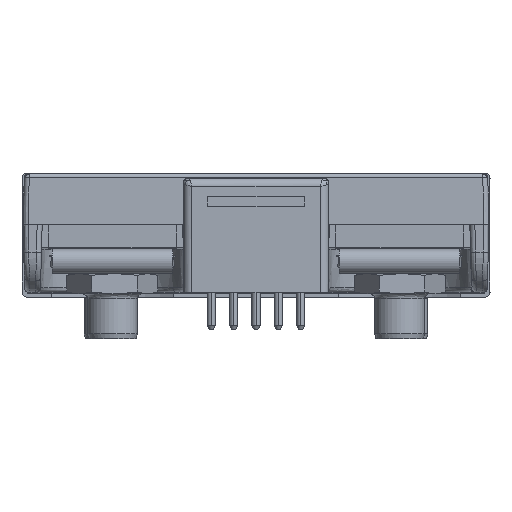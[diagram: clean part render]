
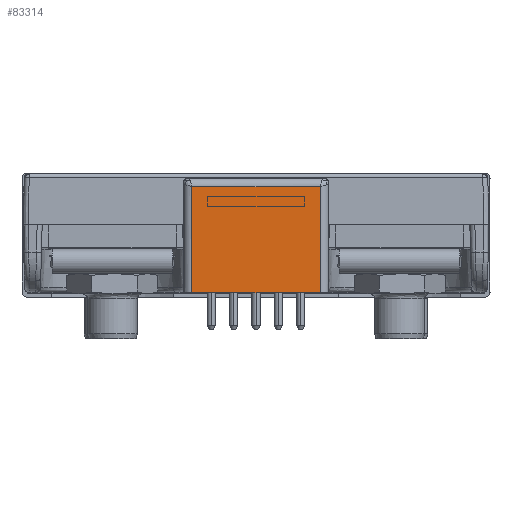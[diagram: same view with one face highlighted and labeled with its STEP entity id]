
A CAD part, left-side view. The second image highlights one B-rep face of the part: STEP entity #83314.
In plain terms, the highlighted planar face has unit normal (-1, 0, 0).
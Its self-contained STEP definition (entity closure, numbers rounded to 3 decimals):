
#267 = EDGE_CURVE ( 'NONE', #31807, #91623, #76578, .T. ) ;
#8916 = CARTESIAN_POINT ( 'NONE',  ( -217.359, 126.367, -2.219 ) ) ;
#9075 = CARTESIAN_POINT ( 'NONE',  ( -217.359, 116.61, -4.908 ) ) ;
#9107 = VECTOR ( 'NONE', #58625, 1000. ) ;
#11237 = CARTESIAN_POINT ( 'NONE',  ( -217.359, 126.367, -4.908 ) ) ;
#11561 = LINE ( 'NONE', #81993, #9107 ) ;
#11742 = B_SPLINE_CURVE_WITH_KNOTS ( 'NONE', 3,
 ( #17401, #87742, #79575, #74801 ),
 .UNSPECIFIED., .F., .F.,
 ( 4, 4 ),
 ( 0., 1. ),
 .UNSPECIFIED. ) ;
#17379 = CARTESIAN_POINT ( 'NONE',  ( -217.359, 121.489, 3.16 ) ) ;
#17401 = CARTESIAN_POINT ( 'NONE',  ( -217.359, 116.61, -4.908 ) ) ;
#26979 = FACE_OUTER_BOUND ( 'NONE', #37296, .T. ) ;
#31807 = VERTEX_POINT ( 'NONE', #55763 ) ;
#35528 = VECTOR ( 'NONE', #78881, 1000. ) ;
#37296 = EDGE_LOOP ( 'NONE', ( #59178, #84734, #50642, #57129 ) ) ;
#39557 = CARTESIAN_POINT ( 'NONE',  ( -217.359, 126.367, 3.16 ) ) ;
#41603 = DIRECTION ( 'NONE',  ( 0., 0., -1. ) ) ;
#46382 = PLANE ( 'NONE',  #90381 ) ;
#49403 = DIRECTION ( 'NONE',  ( 1., 0., 0. ) ) ;
#50642 = ORIENTED_EDGE ( 'NONE', *, *, #63123, .F. ) ;
#53357 = EDGE_CURVE ( 'NONE', #98502, #91623, #11742, .T. ) ;
#55763 = CARTESIAN_POINT ( 'NONE',  ( -217.359, 126.367, 3.16 ) ) ;
#56874 = EDGE_CURVE ( 'NONE', #88872, #31807, #79260, .T. ) ;
#57129 = ORIENTED_EDGE ( 'NONE', *, *, #56874, .T. ) ;
#58625 = DIRECTION ( 'NONE',  ( 0., 0., -1. ) ) ;
#59178 = ORIENTED_EDGE ( 'NONE', *, *, #267, .T. ) ;
#62352 = CARTESIAN_POINT ( 'NONE',  ( -217.359, 126.367, 0.47 ) ) ;
#63123 = EDGE_CURVE ( 'NONE', #88872, #98502, #11561, .T. ) ;
#64387 = CARTESIAN_POINT ( 'NONE',  ( -217.359, 116.61, 3.16 ) ) ;
#72102 = CARTESIAN_POINT ( 'NONE',  ( -217.359, 116.61, 3.16 ) ) ;
#74801 = CARTESIAN_POINT ( 'NONE',  ( -217.359, 126.367, -4.908 ) ) ;
#76578 = B_SPLINE_CURVE_WITH_KNOTS ( 'NONE', 3,
 ( #39557, #62352, #8916, #93931 ),
 .UNSPECIFIED., .F., .F.,
 ( 4, 4 ),
 ( 0., 1. ),
 .UNSPECIFIED. ) ;
#78881 = DIRECTION ( 'NONE',  ( 0., 1., 0. ) ) ;
#79260 = LINE ( 'NONE', #17379, #35528 ) ;
#79575 = CARTESIAN_POINT ( 'NONE',  ( -217.359, 123.115, -4.908 ) ) ;
#81993 = CARTESIAN_POINT ( 'NONE',  ( -217.359, 116.61, -0.898 ) ) ;
#83314 = ADVANCED_FACE ( 'NONE', ( #26979 ), #46382, .F. ) ;
#84734 = ORIENTED_EDGE ( 'NONE', *, *, #53357, .F. ) ;
#87742 = CARTESIAN_POINT ( 'NONE',  ( -217.359, 119.862, -4.908 ) ) ;
#88872 = VERTEX_POINT ( 'NONE', #72102 ) ;
#90381 = AXIS2_PLACEMENT_3D ( 'NONE', #64387, #49403, #41603 ) ;
#91623 = VERTEX_POINT ( 'NONE', #11237 ) ;
#93931 = CARTESIAN_POINT ( 'NONE',  ( -217.359, 126.367, -4.908 ) ) ;
#98502 = VERTEX_POINT ( 'NONE', #9075 ) ;
